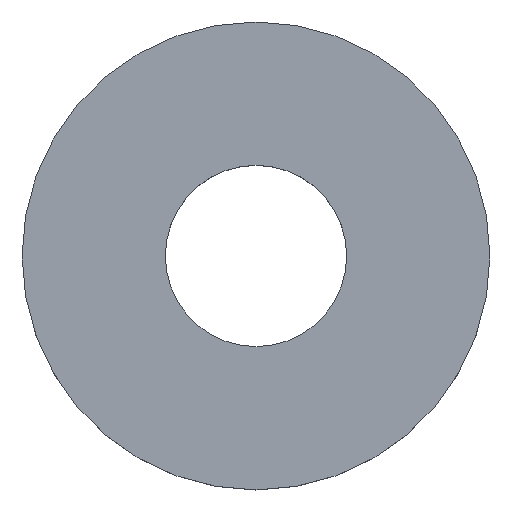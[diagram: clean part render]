
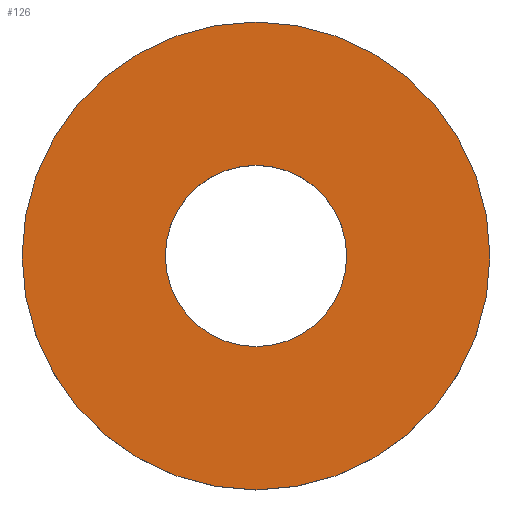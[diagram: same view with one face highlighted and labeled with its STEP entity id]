
A CAD part, top view. The second image highlights one B-rep face of the part: STEP entity #126.
In plain terms, the highlighted planar face has unit normal (0, 0, 1).
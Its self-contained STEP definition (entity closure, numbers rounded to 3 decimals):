
#3 = CARTESIAN_POINT ( 'NONE',  ( 0., 0., 1. ) ) ;
#4 = DIRECTION ( 'NONE',  ( 0., 0., 1. ) ) ;
#5 = DIRECTION ( 'NONE',  ( 1., 0., 0. ) ) ;
#35 = CARTESIAN_POINT ( 'NONE',  ( 0., 0., 1. ) ) ;
#37 = DIRECTION ( 'NONE',  ( 0., 0., 1. ) ) ;
#38 = DIRECTION ( 'NONE',  ( 1., 0., 0. ) ) ;
#39 = PLANE ( 'NONE',  #128 ) ;
#40 = CARTESIAN_POINT ( 'NONE',  ( 0., 0., 1. ) ) ;
#42 = CARTESIAN_POINT ( 'NONE',  ( 0., 0., 1. ) ) ;
#43 = DIRECTION ( 'NONE',  ( 0., 0., 1. ) ) ;
#44 = DIRECTION ( 'NONE',  ( 1., 0., 0. ) ) ;
#45 = DIRECTION ( 'NONE',  ( 0., 0., 1. ) ) ;
#46 = DIRECTION ( 'NONE',  ( 1., 0., 0. ) ) ;
#48 = CARTESIAN_POINT ( 'NONE',  ( 4., 0., 1. ) ) ;
#60 = CARTESIAN_POINT ( 'NONE',  ( -4., 0., 1. ) ) ;
#62 = CARTESIAN_POINT ( 'NONE',  ( 1.55, 0., 1. ) ) ;
#65 = CARTESIAN_POINT ( 'NONE',  ( 0., 0., 1. ) ) ;
#66 = DIRECTION ( 'NONE',  ( 0., 0., 1. ) ) ;
#67 = DIRECTION ( 'NONE',  ( 1., 0., 0. ) ) ;
#72 = CARTESIAN_POINT ( 'NONE',  ( -1.55, 0., 1. ) ) ;
#103 = EDGE_CURVE ( 'NONE', #218, #181, #135, .T. ) ;
#114 = EDGE_LOOP ( 'NONE', ( #165, #164 ) ) ;
#122 = EDGE_CURVE ( 'NONE', #181, #218, #188, .T. ) ;
#124 = EDGE_CURVE ( 'NONE', #169, #139, #196, .T. ) ;
#126 = ADVANCED_FACE ( 'NONE', ( #195, #192 ), #39, .T. ) ;
#128 = AXIS2_PLACEMENT_3D ( 'NONE', #40, #45, #46 ) ;
#135 = CIRCLE ( 'NONE', #228, 1.55 ) ;
#139 = VERTEX_POINT ( 'NONE', #48 ) ;
#150 = ORIENTED_EDGE ( 'NONE', *, *, #122, .F. ) ;
#157 = ORIENTED_EDGE ( 'NONE', *, *, #103, .F. ) ;
#159 = AXIS2_PLACEMENT_3D ( 'NONE', #65, #66, #67 ) ;
#164 = ORIENTED_EDGE ( 'NONE', *, *, #175, .T. ) ;
#165 = ORIENTED_EDGE ( 'NONE', *, *, #124, .T. ) ;
#166 = EDGE_LOOP ( 'NONE', ( #157, #150 ) ) ;
#169 = VERTEX_POINT ( 'NONE', #60 ) ;
#175 = EDGE_CURVE ( 'NONE', #139, #169, #203, .T. ) ;
#181 = VERTEX_POINT ( 'NONE', #62 ) ;
#188 = CIRCLE ( 'NONE', #222, 1.55 ) ;
#192 = FACE_BOUND ( 'NONE', #166, .T. ) ;
#195 = FACE_OUTER_BOUND ( 'NONE', #114, .T. ) ;
#196 = CIRCLE ( 'NONE', #202, 4. ) ;
#202 = AXIS2_PLACEMENT_3D ( 'NONE', #42, #43, #44 ) ;
#203 = CIRCLE ( 'NONE', #159, 4. ) ;
#218 = VERTEX_POINT ( 'NONE', #72 ) ;
#222 = AXIS2_PLACEMENT_3D ( 'NONE', #35, #37, #38 ) ;
#228 = AXIS2_PLACEMENT_3D ( 'NONE', #3, #4, #5 ) ;
